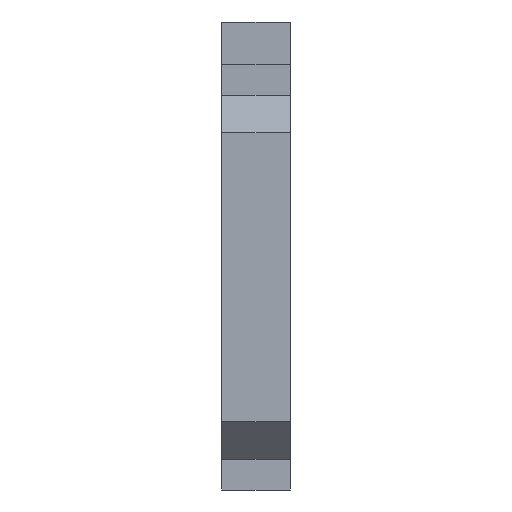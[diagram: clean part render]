
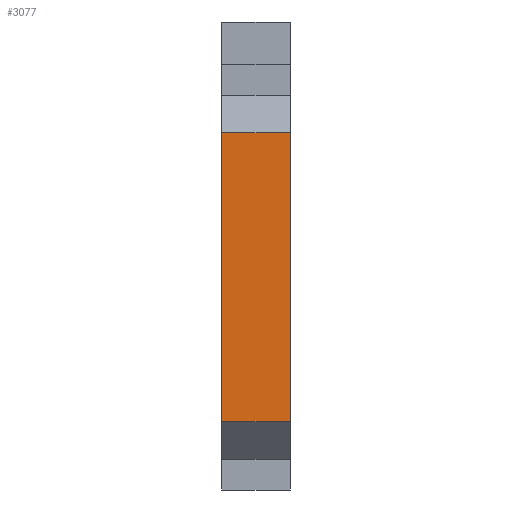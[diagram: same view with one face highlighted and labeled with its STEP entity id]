
A CAD part, left-side view. The second image highlights one B-rep face of the part: STEP entity #3077.
In plain terms, the highlighted planar face has unit normal (-1, 0, 0).
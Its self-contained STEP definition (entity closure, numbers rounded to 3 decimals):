
#46=PLANE('',#3253);
#188=FACE_OUTER_BOUND('',#342,.T.);
#342=EDGE_LOOP('',(#2218,#2219,#2220,#2221));
#487=LINE('',#4215,#917);
#546=LINE('',#4334,#976);
#549=LINE('',#4338,#979);
#550=LINE('',#4339,#980);
#917=VECTOR('',#3422,1.);
#976=VECTOR('',#3521,1.);
#979=VECTOR('',#3526,1.);
#980=VECTOR('',#3527,1.);
#1374=VERTEX_POINT('',#4212);
#1375=VERTEX_POINT('',#4214);
#1414=VERTEX_POINT('',#4332);
#1415=VERTEX_POINT('',#4333);
#1679=EDGE_CURVE('',#1374,#1375,#487,.T.);
#1738=EDGE_CURVE('',#1414,#1415,#546,.T.);
#1741=EDGE_CURVE('',#1374,#1414,#549,.T.);
#1742=EDGE_CURVE('',#1375,#1415,#550,.T.);
#2218=ORIENTED_EDGE('',*,*,#1679,.F.);
#2219=ORIENTED_EDGE('',*,*,#1741,.T.);
#2220=ORIENTED_EDGE('',*,*,#1738,.T.);
#2221=ORIENTED_EDGE('',*,*,#1742,.F.);
#3077=ADVANCED_FACE('',(#188),#46,.F.);
#3253=AXIS2_PLACEMENT_3D('',#4337,#3524,#3525);
#3422=DIRECTION('',(0.,-1.,0.));
#3521=DIRECTION('',(0.,-1.,0.));
#3524=DIRECTION('center_axis',(1.,0.,0.));
#3525=DIRECTION('ref_axis',(0.,0.,-1.));
#3526=DIRECTION('',(0.,0.,-1.));
#3527=DIRECTION('',(0.,0.,-1.));
#4212=CARTESIAN_POINT('',(-30.,0.,17.));
#4214=CARTESIAN_POINT('',(-30.,-8.,17.));
#4215=CARTESIAN_POINT('',(-30.,0.,17.));
#4332=CARTESIAN_POINT('',(-30.,0.,-17.));
#4333=CARTESIAN_POINT('',(-30.,-8.,-17.));
#4334=CARTESIAN_POINT('',(-30.,0.,-17.));
#4337=CARTESIAN_POINT('Origin',(-30.,0.,17.));
#4338=CARTESIAN_POINT('',(-30.,0.,17.));
#4339=CARTESIAN_POINT('',(-30.,-8.,17.));
